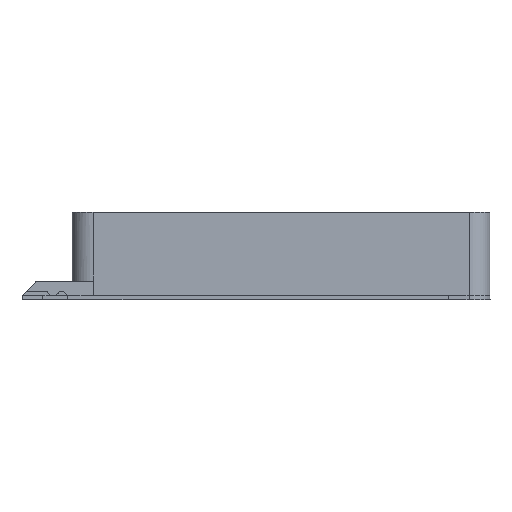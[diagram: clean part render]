
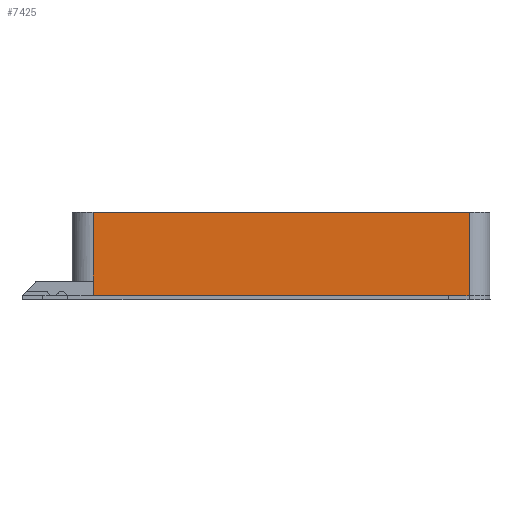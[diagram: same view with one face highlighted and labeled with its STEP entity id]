
A CAD part, left-side view. The second image highlights one B-rep face of the part: STEP entity #7425.
In plain terms, the highlighted planar face has unit normal (-1, 0, 0).
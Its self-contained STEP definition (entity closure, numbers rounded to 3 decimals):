
#1560 = PLANE('',#1561);
#1561 = AXIS2_PLACEMENT_3D('',#1562,#1563,#1564);
#1562 = CARTESIAN_POINT('',(0.,40.204,21.));
#1563 = DIRECTION('',(0.,0.,1.));
#1564 = DIRECTION('',(1.,0.,0.));
#3727 = VERTEX_POINT('',#3728);
#3728 = CARTESIAN_POINT('',(-64.5,85.,21.));
#3743 = CYLINDRICAL_SURFACE('',#3744,5.);
#3744 = AXIS2_PLACEMENT_3D('',#3745,#3746,#3747);
#3745 = CARTESIAN_POINT('',(-59.5,85.,1.));
#3746 = DIRECTION('',(-0.,-0.,-1.));
#3747 = DIRECTION('',(1.,0.,0.));
#3755 = EDGE_CURVE('',#3756,#3727,#3758,.T.);
#3756 = VERTEX_POINT('',#3757);
#3757 = CARTESIAN_POINT('',(-64.5,-5.,21.));
#3758 = SURFACE_CURVE('',#3759,(#3763,#3770),.PCURVE_S1.);
#3759 = LINE('',#3760,#3761);
#3760 = CARTESIAN_POINT('',(-64.5,-5.,21.));
#3761 = VECTOR('',#3762,1.);
#3762 = DIRECTION('',(0.,1.,0.));
#3763 = PCURVE('',#1560,#3764);
#3764 = DEFINITIONAL_REPRESENTATION('',(#3765),#3769);
#3765 = LINE('',#3766,#3767);
#3766 = CARTESIAN_POINT('',(-64.5,-45.204));
#3767 = VECTOR('',#3768,1.);
#3768 = DIRECTION('',(0.,1.));
#3769 = ( GEOMETRIC_REPRESENTATION_CONTEXT(2) 
PARAMETRIC_REPRESENTATION_CONTEXT() REPRESENTATION_CONTEXT('2D SPACE',''
  ) );
#3770 = PCURVE('',#3771,#3776);
#3771 = PLANE('',#3772);
#3772 = AXIS2_PLACEMENT_3D('',#3773,#3774,#3775);
#3773 = CARTESIAN_POINT('',(-64.5,-5.,1.));
#3774 = DIRECTION('',(-1.,0.,0.));
#3775 = DIRECTION('',(0.,1.,0.));
#3776 = DEFINITIONAL_REPRESENTATION('',(#3777),#3781);
#3777 = LINE('',#3778,#3779);
#3778 = CARTESIAN_POINT('',(0.,-20.));
#3779 = VECTOR('',#3780,1.);
#3780 = DIRECTION('',(1.,0.));
#3781 = ( GEOMETRIC_REPRESENTATION_CONTEXT(2) 
PARAMETRIC_REPRESENTATION_CONTEXT() REPRESENTATION_CONTEXT('2D SPACE',''
  ) );
#3800 = CYLINDRICAL_SURFACE('',#3801,5.);
#3801 = AXIS2_PLACEMENT_3D('',#3802,#3803,#3804);
#3802 = CARTESIAN_POINT('',(-59.5,-5.,1.));
#3803 = DIRECTION('',(-0.,-0.,-1.));
#3804 = DIRECTION('',(1.,0.,0.));
#7348 = EDGE_CURVE('',#7349,#3756,#7351,.T.);
#7349 = VERTEX_POINT('',#7350);
#7350 = CARTESIAN_POINT('',(-64.5,-5.,1.));
#7351 = SURFACE_CURVE('',#7352,(#7356,#7363),.PCURVE_S1.);
#7352 = LINE('',#7353,#7354);
#7353 = CARTESIAN_POINT('',(-64.5,-5.,1.));
#7354 = VECTOR('',#7355,1.);
#7355 = DIRECTION('',(0.,0.,1.));
#7356 = PCURVE('',#3800,#7357);
#7357 = DEFINITIONAL_REPRESENTATION('',(#7358),#7362);
#7358 = LINE('',#7359,#7360);
#7359 = CARTESIAN_POINT('',(-3.142,0.));
#7360 = VECTOR('',#7361,1.);
#7361 = DIRECTION('',(-0.,-1.));
#7362 = ( GEOMETRIC_REPRESENTATION_CONTEXT(2) 
PARAMETRIC_REPRESENTATION_CONTEXT() REPRESENTATION_CONTEXT('2D SPACE',''
  ) );
#7363 = PCURVE('',#3771,#7364);
#7364 = DEFINITIONAL_REPRESENTATION('',(#7365),#7369);
#7365 = LINE('',#7366,#7367);
#7366 = CARTESIAN_POINT('',(0.,0.));
#7367 = VECTOR('',#7368,1.);
#7368 = DIRECTION('',(0.,-1.));
#7369 = ( GEOMETRIC_REPRESENTATION_CONTEXT(2) 
PARAMETRIC_REPRESENTATION_CONTEXT() REPRESENTATION_CONTEXT('2D SPACE',''
  ) );
#7425 = ADVANCED_FACE('',(#7426),#3771,.T.);
#7426 = FACE_BOUND('',#7427,.T.);
#7427 = EDGE_LOOP('',(#7428,#7429,#7430,#7453,#7481,#7509));
#7428 = ORIENTED_EDGE('',*,*,#7348,.T.);
#7429 = ORIENTED_EDGE('',*,*,#3755,.T.);
#7430 = ORIENTED_EDGE('',*,*,#7431,.F.);
#7431 = EDGE_CURVE('',#7432,#3727,#7434,.T.);
#7432 = VERTEX_POINT('',#7433);
#7433 = CARTESIAN_POINT('',(-64.5,85.,4.5));
#7434 = SURFACE_CURVE('',#7435,(#7439,#7446),.PCURVE_S1.);
#7435 = LINE('',#7436,#7437);
#7436 = CARTESIAN_POINT('',(-64.5,85.,1.));
#7437 = VECTOR('',#7438,1.);
#7438 = DIRECTION('',(0.,0.,1.));
#7439 = PCURVE('',#3771,#7440);
#7440 = DEFINITIONAL_REPRESENTATION('',(#7441),#7445);
#7441 = LINE('',#7442,#7443);
#7442 = CARTESIAN_POINT('',(90.,0.));
#7443 = VECTOR('',#7444,1.);
#7444 = DIRECTION('',(0.,-1.));
#7445 = ( GEOMETRIC_REPRESENTATION_CONTEXT(2) 
PARAMETRIC_REPRESENTATION_CONTEXT() REPRESENTATION_CONTEXT('2D SPACE',''
  ) );
#7446 = PCURVE('',#3743,#7447);
#7447 = DEFINITIONAL_REPRESENTATION('',(#7448),#7452);
#7448 = LINE('',#7449,#7450);
#7449 = CARTESIAN_POINT('',(-3.142,0.));
#7450 = VECTOR('',#7451,1.);
#7451 = DIRECTION('',(-0.,-1.));
#7452 = ( GEOMETRIC_REPRESENTATION_CONTEXT(2) 
PARAMETRIC_REPRESENTATION_CONTEXT() REPRESENTATION_CONTEXT('2D SPACE',''
  ) );
#7453 = ORIENTED_EDGE('',*,*,#7454,.F.);
#7454 = EDGE_CURVE('',#7455,#7432,#7457,.T.);
#7455 = VERTEX_POINT('',#7456);
#7456 = CARTESIAN_POINT('',(-64.5,85.,1.));
#7457 = SURFACE_CURVE('',#7458,(#7462,#7469),.PCURVE_S1.);
#7458 = LINE('',#7459,#7460);
#7459 = CARTESIAN_POINT('',(-64.5,85.,1.));
#7460 = VECTOR('',#7461,1.);
#7461 = DIRECTION('',(0.,0.,1.));
#7462 = PCURVE('',#3771,#7463);
#7463 = DEFINITIONAL_REPRESENTATION('',(#7464),#7468);
#7464 = LINE('',#7465,#7466);
#7465 = CARTESIAN_POINT('',(90.,0.));
#7466 = VECTOR('',#7467,1.);
#7467 = DIRECTION('',(0.,-1.));
#7468 = ( GEOMETRIC_REPRESENTATION_CONTEXT(2) 
PARAMETRIC_REPRESENTATION_CONTEXT() REPRESENTATION_CONTEXT('2D SPACE',''
  ) );
#7469 = PCURVE('',#7470,#7475);
#7470 = PLANE('',#7471);
#7471 = AXIS2_PLACEMENT_3D('',#7472,#7473,#7474);
#7472 = CARTESIAN_POINT('',(-64.5,102.,1.));
#7473 = DIRECTION('',(1.,0.,0.));
#7474 = DIRECTION('',(0.,-1.,0.));
#7475 = DEFINITIONAL_REPRESENTATION('',(#7476),#7480);
#7476 = LINE('',#7477,#7478);
#7477 = CARTESIAN_POINT('',(17.,0.));
#7478 = VECTOR('',#7479,1.);
#7479 = DIRECTION('',(0.,-1.));
#7480 = ( GEOMETRIC_REPRESENTATION_CONTEXT(2) 
PARAMETRIC_REPRESENTATION_CONTEXT() REPRESENTATION_CONTEXT('2D SPACE',''
  ) );
#7481 = ORIENTED_EDGE('',*,*,#7482,.F.);
#7482 = EDGE_CURVE('',#7483,#7455,#7485,.T.);
#7483 = VERTEX_POINT('',#7484);
#7484 = CARTESIAN_POINT('',(-64.5,0.,1.));
#7485 = SURFACE_CURVE('',#7486,(#7490,#7497),.PCURVE_S1.);
#7486 = LINE('',#7487,#7488);
#7487 = CARTESIAN_POINT('',(-64.5,0.,1.));
#7488 = VECTOR('',#7489,1.);
#7489 = DIRECTION('',(0.,1.,0.));
#7490 = PCURVE('',#3771,#7491);
#7491 = DEFINITIONAL_REPRESENTATION('',(#7492),#7496);
#7492 = LINE('',#7493,#7494);
#7493 = CARTESIAN_POINT('',(5.,0.));
#7494 = VECTOR('',#7495,1.);
#7495 = DIRECTION('',(1.,0.));
#7496 = ( GEOMETRIC_REPRESENTATION_CONTEXT(2) 
PARAMETRIC_REPRESENTATION_CONTEXT() REPRESENTATION_CONTEXT('2D SPACE',''
  ) );
#7497 = PCURVE('',#7498,#7503);
#7498 = PLANE('',#7499);
#7499 = AXIS2_PLACEMENT_3D('',#7500,#7501,#7502);
#7500 = CARTESIAN_POINT('',(-64.5,0.,0.));
#7501 = DIRECTION('',(-1.,0.,0.));
#7502 = DIRECTION('',(0.,1.,0.));
#7503 = DEFINITIONAL_REPRESENTATION('',(#7504),#7508);
#7504 = LINE('',#7505,#7506);
#7505 = CARTESIAN_POINT('',(0.,-1.));
#7506 = VECTOR('',#7507,1.);
#7507 = DIRECTION('',(1.,0.));
#7508 = ( GEOMETRIC_REPRESENTATION_CONTEXT(2) 
PARAMETRIC_REPRESENTATION_CONTEXT() REPRESENTATION_CONTEXT('2D SPACE',''
  ) );
#7509 = ORIENTED_EDGE('',*,*,#7510,.T.);
#7510 = EDGE_CURVE('',#7483,#7349,#7511,.T.);
#7511 = SURFACE_CURVE('',#7512,(#7516,#7523),.PCURVE_S1.);
#7512 = LINE('',#7513,#7514);
#7513 = CARTESIAN_POINT('',(-64.5,0.,1.));
#7514 = VECTOR('',#7515,1.);
#7515 = DIRECTION('',(0.,-1.,0.));
#7516 = PCURVE('',#3771,#7517);
#7517 = DEFINITIONAL_REPRESENTATION('',(#7518),#7522);
#7518 = LINE('',#7519,#7520);
#7519 = CARTESIAN_POINT('',(5.,0.));
#7520 = VECTOR('',#7521,1.);
#7521 = DIRECTION('',(-1.,0.));
#7522 = ( GEOMETRIC_REPRESENTATION_CONTEXT(2) 
PARAMETRIC_REPRESENTATION_CONTEXT() REPRESENTATION_CONTEXT('2D SPACE',''
  ) );
#7523 = PCURVE('',#7524,#7529);
#7524 = PLANE('',#7525);
#7525 = AXIS2_PLACEMENT_3D('',#7526,#7527,#7528);
#7526 = CARTESIAN_POINT('',(-64.5,0.,0.));
#7527 = DIRECTION('',(1.,0.,0.));
#7528 = DIRECTION('',(0.,-1.,0.));
#7529 = DEFINITIONAL_REPRESENTATION('',(#7530),#7534);
#7530 = LINE('',#7531,#7532);
#7531 = CARTESIAN_POINT('',(0.,-1.));
#7532 = VECTOR('',#7533,1.);
#7533 = DIRECTION('',(1.,0.));
#7534 = ( GEOMETRIC_REPRESENTATION_CONTEXT(2) 
PARAMETRIC_REPRESENTATION_CONTEXT() REPRESENTATION_CONTEXT('2D SPACE',''
  ) );
